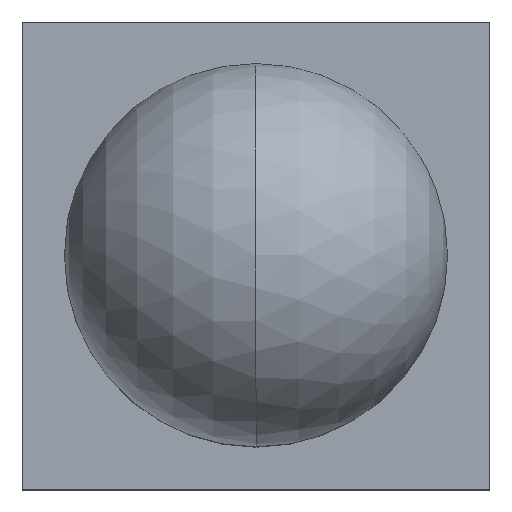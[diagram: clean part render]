
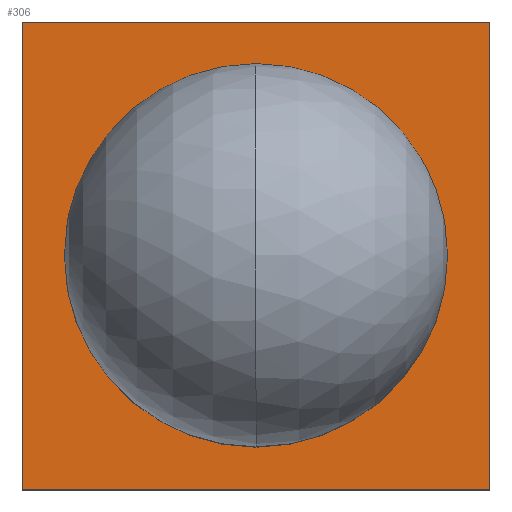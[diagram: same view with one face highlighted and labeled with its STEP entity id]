
A CAD part, top view. The second image highlights one B-rep face of the part: STEP entity #306.
In plain terms, the highlighted planar face has unit normal (0, 0, 1).
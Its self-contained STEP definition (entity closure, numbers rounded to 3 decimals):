
#65 = EDGE_CURVE('',#66,#68,#70,.T.);
#66 = VERTEX_POINT('',#67);
#67 = CARTESIAN_POINT('',(2.5,0.,6.098));
#68 = VERTEX_POINT('',#69);
#69 = CARTESIAN_POINT('',(-2.5,0.,6.098));
#70 = CIRCLE('',#71,2.5);
#71 = AXIS2_PLACEMENT_3D('',#72,#73,#74);
#72 = CARTESIAN_POINT('',(0.,0.,6.098
    ));
#73 = DIRECTION('',(0.,0.,1.));
#74 = DIRECTION('',(1.,0.,0.));
#216 = VERTEX_POINT('',#217);
#217 = CARTESIAN_POINT('',(-3.048,3.048,6.098));
#223 = EDGE_CURVE('',#224,#216,#226,.T.);
#224 = VERTEX_POINT('',#225);
#225 = CARTESIAN_POINT('',(3.048,3.048,6.098));
#226 = LINE('',#227,#228);
#227 = CARTESIAN_POINT('',(-3.048,3.048,6.098));
#228 = VECTOR('',#229,1.);
#229 = DIRECTION('',(-1.,0.,0.));
#247 = VERTEX_POINT('',#248);
#248 = CARTESIAN_POINT('',(-3.048,-3.048,6.098));
#254 = EDGE_CURVE('',#216,#247,#255,.T.);
#255 = LINE('',#256,#257);
#256 = CARTESIAN_POINT('',(-3.048,-3.048,6.098));
#257 = VECTOR('',#258,1.);
#258 = DIRECTION('',(0.,-1.,0.));
#271 = VERTEX_POINT('',#272);
#272 = CARTESIAN_POINT('',(3.048,-3.048,6.098));
#278 = EDGE_CURVE('',#247,#271,#279,.T.);
#279 = LINE('',#280,#281);
#280 = CARTESIAN_POINT('',(-3.048,-3.048,6.098));
#281 = VECTOR('',#282,1.);
#282 = DIRECTION('',(1.,0.,0.));
#295 = EDGE_CURVE('',#271,#224,#296,.T.);
#296 = LINE('',#297,#298);
#297 = CARTESIAN_POINT('',(3.048,-3.048,6.098));
#298 = VECTOR('',#299,1.);
#299 = DIRECTION('',(0.,1.,0.));
#306 = ADVANCED_FACE('',(#307,#317),#323,.T.);
#307 = FACE_BOUND('',#308,.T.);
#308 = EDGE_LOOP('',(#309,#310));
#309 = ORIENTED_EDGE('',*,*,#65,.F.);
#310 = ORIENTED_EDGE('',*,*,#311,.F.);
#311 = EDGE_CURVE('',#68,#66,#312,.T.);
#312 = CIRCLE('',#313,2.5);
#313 = AXIS2_PLACEMENT_3D('',#314,#315,#316);
#314 = CARTESIAN_POINT('',(0.,0.,
    6.098));
#315 = DIRECTION('',(0.,0.,1.));
#316 = DIRECTION('',(1.,0.,0.));
#317 = FACE_BOUND('',#318,.T.);
#318 = EDGE_LOOP('',(#319,#320,#321,#322));
#319 = ORIENTED_EDGE('',*,*,#223,.T.);
#320 = ORIENTED_EDGE('',*,*,#254,.T.);
#321 = ORIENTED_EDGE('',*,*,#278,.T.);
#322 = ORIENTED_EDGE('',*,*,#295,.T.);
#323 = PLANE('',#324);
#324 = AXIS2_PLACEMENT_3D('',#325,#326,#327);
#325 = CARTESIAN_POINT('',(0.,0.,
    6.098));
#326 = DIRECTION('',(0.,0.,1.));
#327 = DIRECTION('',(1.,0.,0.));
